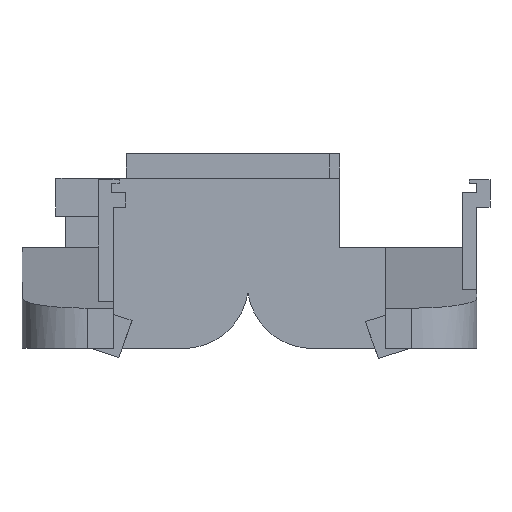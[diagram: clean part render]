
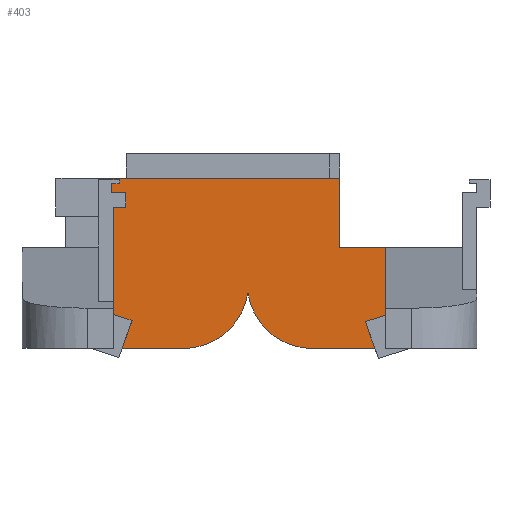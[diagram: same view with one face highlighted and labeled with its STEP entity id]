
A CAD part, left-side view. The second image highlights one B-rep face of the part: STEP entity #403.
In plain terms, the highlighted planar face has unit normal (-1, 0, 0).
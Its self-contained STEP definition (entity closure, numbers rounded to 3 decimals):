
#183=CARTESIAN_POINT('',(145.315,-29.,-34.66));
#184=VERTEX_POINT('',#183);
#193=CARTESIAN_POINT('',(145.315,-47.8,-34.66));
#194=VERTEX_POINT('',#193);
#195=CARTESIAN_POINT('',(145.315,-47.8,-34.66));
#196=DIRECTION('',(0.,1.,0.));
#197=VECTOR('',#196,18.8);
#198=LINE('',#195,#197);
#199=EDGE_CURVE('',#194,#184,#198,.T.);
#235=CARTESIAN_POINT('',(145.315,0.,-8.47));
#236=DIRECTION('',(1.,0.,0.));
#237=DIRECTION('',(0.,1.,0.));
#238=AXIS2_PLACEMENT_3D('',#235,#236,#237);
#239=PLANE('',#238);
#240=CARTESIAN_POINT('',(145.315,8.,-23.995));
#241=VERTEX_POINT('',#240);
#242=CARTESIAN_POINT('',(145.315,-29.,-24.));
#243=VERTEX_POINT('',#242);
#244=CARTESIAN_POINT('',(145.315,8.,-24.));
#245=DIRECTION('',(0.,-1.,-0.));
#246=VECTOR('',#245,37.);
#247=LINE('',#244,#246);
#248=EDGE_CURVE('',#241,#243,#247,.T.);
#249=ORIENTED_EDGE('',*,*,#248,.F.);
#250=CARTESIAN_POINT('',(145.315,8.,-24.19));
#251=VERTEX_POINT('',#250);
#252=CARTESIAN_POINT('',(145.315,8.,-23.99));
#253=DIRECTION('',(0.,0.,-1.));
#254=VECTOR('',#253,0.2);
#255=LINE('',#252,#254);
#256=EDGE_CURVE('',#241,#251,#255,.T.);
#257=ORIENTED_EDGE('',*,*,#256,.T.);
#258=CARTESIAN_POINT('',(145.315,4.8,-24.19));
#259=VERTEX_POINT('',#258);
#260=CARTESIAN_POINT('',(145.315,8.,-24.19));
#261=DIRECTION('',(0.,-1.,0.));
#262=VECTOR('',#261,3.2);
#263=LINE('',#260,#262);
#264=EDGE_CURVE('',#251,#259,#263,.T.);
#265=ORIENTED_EDGE('',*,*,#264,.T.);
#266=CARTESIAN_POINT('',(145.315,4.8,-24.801));
#267=VERTEX_POINT('',#266);
#268=CARTESIAN_POINT('',(145.315,4.8,-24.801));
#269=DIRECTION('',(0.,0.,1.));
#270=VECTOR('',#269,0.61);
#271=LINE('',#268,#270);
#272=EDGE_CURVE('',#267,#259,#271,.T.);
#273=ORIENTED_EDGE('',*,*,#272,.F.);
#274=CARTESIAN_POINT('',(145.315,6.,-24.801));
#275=VERTEX_POINT('',#274);
#276=CARTESIAN_POINT('',(145.315,6.,-24.801));
#277=DIRECTION('',(0.,-1.,0.));
#278=VECTOR('',#277,1.2);
#279=LINE('',#276,#278);
#280=EDGE_CURVE('',#275,#267,#279,.T.);
#281=ORIENTED_EDGE('',*,*,#280,.F.);
#282=CARTESIAN_POINT('',(145.315,6.,-26.201));
#283=VERTEX_POINT('',#282);
#284=CARTESIAN_POINT('',(145.315,6.,-26.201));
#285=DIRECTION('',(0.,0.,1.));
#286=VECTOR('',#285,1.4);
#287=LINE('',#284,#286);
#288=EDGE_CURVE('',#283,#275,#287,.T.);
#289=ORIENTED_EDGE('',*,*,#288,.F.);
#290=CARTESIAN_POINT('',(145.315,3.8,-26.201));
#291=VERTEX_POINT('',#290);
#292=CARTESIAN_POINT('',(145.315,3.8,-26.201));
#293=DIRECTION('',(0.,1.,0.));
#294=VECTOR('',#293,2.2);
#295=LINE('',#292,#294);
#296=EDGE_CURVE('',#291,#283,#295,.T.);
#297=ORIENTED_EDGE('',*,*,#296,.F.);
#298=CARTESIAN_POINT('',(145.315,3.8,-28.401));
#299=VERTEX_POINT('',#298);
#300=CARTESIAN_POINT('',(145.315,3.8,-26.201));
#301=DIRECTION('',(0.,0.,-1.));
#302=VECTOR('',#301,2.2);
#303=LINE('',#300,#302);
#304=EDGE_CURVE('',#291,#299,#303,.T.);
#305=ORIENTED_EDGE('',*,*,#304,.T.);
#306=CARTESIAN_POINT('',(145.315,5.7,-28.401));
#307=VERTEX_POINT('',#306);
#308=CARTESIAN_POINT('',(145.315,3.8,-28.401));
#309=DIRECTION('',(0.,1.,0.));
#310=VECTOR('',#309,1.9);
#311=LINE('',#308,#310);
#312=EDGE_CURVE('',#299,#307,#311,.T.);
#313=ORIENTED_EDGE('',*,*,#312,.T.);
#314=CARTESIAN_POINT('',(145.315,5.7,-34.674));
#315=VERTEX_POINT('',#314);
#316=CARTESIAN_POINT('',(145.315,5.7,-34.674));
#317=DIRECTION('',(0.,0.,1.));
#318=VECTOR('',#317,6.273);
#319=LINE('',#316,#318);
#320=EDGE_CURVE('',#315,#307,#319,.T.);
#321=ORIENTED_EDGE('',*,*,#320,.F.);
#322=CARTESIAN_POINT('',(145.315,5.7,-50.06));
#323=VERTEX_POINT('',#322);
#324=CARTESIAN_POINT('',(145.315,5.7,-50.06));
#325=DIRECTION('',(0.,0.,1.));
#326=VECTOR('',#325,15.386);
#327=LINE('',#324,#326);
#328=EDGE_CURVE('',#323,#315,#327,.T.);
#329=ORIENTED_EDGE('',*,*,#328,.F.);
#330=CARTESIAN_POINT('',(145.315,-5.,-50.06));
#331=VERTEX_POINT('',#330);
#332=CARTESIAN_POINT('',(145.315,-5.,-50.06));
#333=DIRECTION('',(0.,1.,0.));
#334=VECTOR('',#333,10.7);
#335=LINE('',#332,#334);
#336=EDGE_CURVE('',#331,#323,#335,.T.);
#337=ORIENTED_EDGE('',*,*,#336,.F.);
#338=CARTESIAN_POINT('',(145.315,-14.869,-41.67));
#339=VERTEX_POINT('',#338);
#340=CARTESIAN_POINT('',(145.315,-5.,-40.06));
#341=DIRECTION('',(1.,-0.,0.));
#342=DIRECTION('',(-0.,-1.,-0.));
#343=AXIS2_PLACEMENT_3D('',#340,#341,#342);
#344=CIRCLE('',#343,10.);
#345=EDGE_CURVE('',#339,#331,#344,.T.);
#346=ORIENTED_EDGE('',*,*,#345,.F.);
#347=CARTESIAN_POINT('',(145.315,-14.93,-41.67));
#348=VERTEX_POINT('',#347);
#349=CARTESIAN_POINT('',(145.315,-14.869,-41.67));
#350=DIRECTION('',(0.,-1.,0.));
#351=VECTOR('',#350,0.061);
#352=LINE('',#349,#351);
#353=EDGE_CURVE('',#339,#348,#352,.T.);
#354=ORIENTED_EDGE('',*,*,#353,.T.);
#355=CARTESIAN_POINT('',(145.315,-24.8,-50.06));
#356=VERTEX_POINT('',#355);
#357=CARTESIAN_POINT('',(145.315,-24.8,-40.06));
#358=DIRECTION('',(1.,-0.,0.));
#359=DIRECTION('',(0.,0.,-1.));
#360=AXIS2_PLACEMENT_3D('',#357,#358,#359);
#361=CIRCLE('',#360,10.);
#362=EDGE_CURVE('',#356,#348,#361,.T.);
#363=ORIENTED_EDGE('',*,*,#362,.F.);
#364=CARTESIAN_POINT('',(145.315,-36.,-50.06));
#365=VERTEX_POINT('',#364);
#366=CARTESIAN_POINT('',(145.315,-24.8,-50.06));
#367=DIRECTION('',(-0.,-1.,-0.));
#368=VECTOR('',#367,11.2);
#369=LINE('',#366,#368);
#370=EDGE_CURVE('',#356,#365,#369,.T.);
#371=ORIENTED_EDGE('',*,*,#370,.T.);
#372=CARTESIAN_POINT('',(145.315,-36.,-34.674));
#373=VERTEX_POINT('',#372);
#374=CARTESIAN_POINT('',(145.315,-36.,-50.06));
#375=DIRECTION('',(0.,0.,1.));
#376=VECTOR('',#375,15.386);
#377=LINE('',#374,#376);
#378=EDGE_CURVE('',#365,#373,#377,.T.);
#379=ORIENTED_EDGE('',*,*,#378,.T.);
#380=CARTESIAN_POINT('',(145.315,-47.8,-34.674));
#381=VERTEX_POINT('',#380);
#382=CARTESIAN_POINT('',(145.315,-36.,-34.674));
#383=DIRECTION('',(0.,-1.,0.));
#384=VECTOR('',#383,11.8);
#385=LINE('',#382,#384);
#386=EDGE_CURVE('',#373,#381,#385,.T.);
#387=ORIENTED_EDGE('',*,*,#386,.T.);
#388=CARTESIAN_POINT('',(145.315,-47.8,-34.674));
#389=DIRECTION('',(0.,0.,1.));
#390=VECTOR('',#389,0.014);
#391=LINE('',#388,#390);
#392=EDGE_CURVE('',#381,#194,#391,.T.);
#393=ORIENTED_EDGE('',*,*,#392,.T.);
#394=ORIENTED_EDGE('',*,*,#199,.T.);
#395=CARTESIAN_POINT('',(145.315,-29.,-24.));
#396=DIRECTION('',(0.,0.,-1.));
#397=VECTOR('',#396,10.66);
#398=LINE('',#395,#397);
#399=EDGE_CURVE('',#243,#184,#398,.T.);
#400=ORIENTED_EDGE('',*,*,#399,.F.);
#401=EDGE_LOOP('',(#249,#257,#265,#273,#281,#289,#297,#305,#313,#321,#329,#337,#346,#354,#363,#371,#379,#387,#393,#394,#400));
#402=FACE_BOUND('',#401,.T.);
#403=ADVANCED_FACE('',(#402),#239,.F.);
